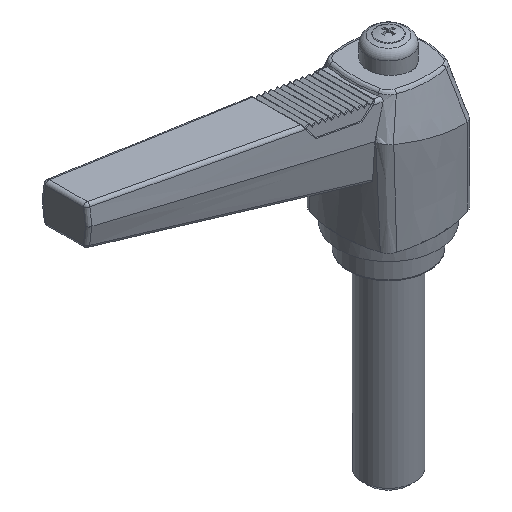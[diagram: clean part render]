
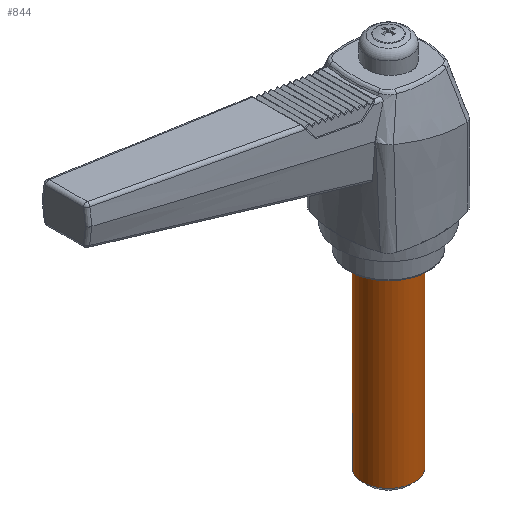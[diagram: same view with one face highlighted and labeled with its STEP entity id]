
A CAD part, isometric view. The second image highlights one B-rep face of the part: STEP entity #844.
In plain terms, the highlighted cylindrical face has radius 8 mm (diameter 16 mm), a full revolution.
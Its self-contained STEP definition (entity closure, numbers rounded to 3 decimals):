
#844 = ADVANCED_FACE( '', ( #1811, #1812 ), #1813, .T. );
#1811 = FACE_OUTER_BOUND( '', #7836, .T. );
#1812 = FACE_OUTER_BOUND( '', #7837, .T. );
#1813 = CYLINDRICAL_SURFACE( '', #7838, 8. );
#7836 = EDGE_LOOP( '', ( #11414 ) );
#7837 = EDGE_LOOP( '', ( #11415 ) );
#7838 = AXIS2_PLACEMENT_3D( '', #11416, #11417, #11418 );
#11414 = ORIENTED_EDGE( '', *, *, #12946, .F. );
#11415 = ORIENTED_EDGE( '', *, *, #12091, .T. );
#11416 = CARTESIAN_POINT( '', ( 0., 0., -66.5 ) );
#11417 = DIRECTION( '', ( 0., 0., 1. ) );
#11418 = DIRECTION( '', ( 0., 1., 0. ) );
#12091 = EDGE_CURVE( '', #13186, #13186, #13187, .T. );
#12946 = EDGE_CURVE( '', #14427, #14427, #14428, .F. );
#13186 = VERTEX_POINT( '', #14828 );
#13187 = CIRCLE( '', #14829, 8. );
#14427 = VERTEX_POINT( '', #18462 );
#14428 = CIRCLE( '', #18463, 8. );
#14828 = CARTESIAN_POINT( '', ( 0., -8., -70. ) );
#14829 = AXIS2_PLACEMENT_3D( '', #18759, #18760, #18761 );
#18462 = CARTESIAN_POINT( '', ( -8., 0., -11.093 ) );
#18463 = AXIS2_PLACEMENT_3D( '', #19797, #19798, #19799 );
#18759 = CARTESIAN_POINT( '', ( 0., 0., -70. ) );
#18760 = DIRECTION( '', ( 0., 0., 1. ) );
#18761 = DIRECTION( '', ( 0., -1., 0. ) );
#19797 = CARTESIAN_POINT( '', ( 0., 0., -11.093 ) );
#19798 = DIRECTION( '', ( 0., 0., -1. ) );
#19799 = DIRECTION( '', ( -1., 0., 0. ) );
